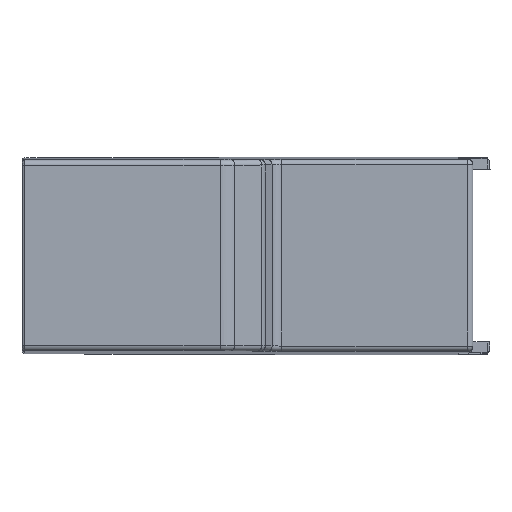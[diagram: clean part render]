
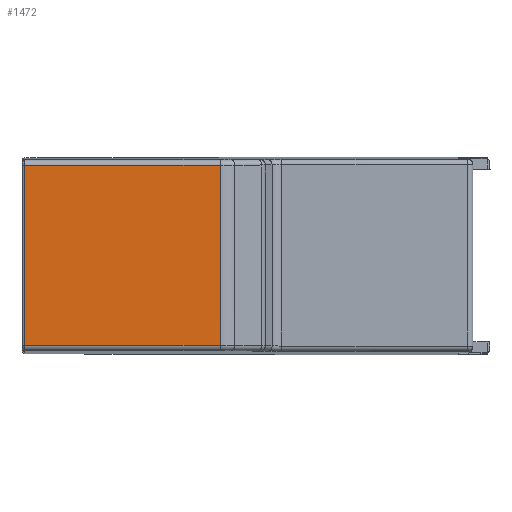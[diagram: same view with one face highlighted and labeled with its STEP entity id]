
A CAD part, top view. The second image highlights one B-rep face of the part: STEP entity #1472.
In plain terms, the highlighted planar face has unit normal (0, 0, 1).
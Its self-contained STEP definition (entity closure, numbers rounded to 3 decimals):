
#53=PLANE('',#5316);
#297=LINE('',#7125,#872);
#375=LINE('',#7471,#950);
#376=LINE('',#7472,#951);
#377=LINE('',#7473,#952);
#872=VECTOR('',#5680,1.);
#950=VECTOR('',#5892,1.);
#951=VECTOR('',#5893,1.);
#952=VECTOR('',#5894,1.);
#1472=ADVANCED_FACE('',(#1738),#53,.T.);
#1738=FACE_OUTER_BOUND('',#2002,.T.);
#2002=EDGE_LOOP('',(#2571,#2572,#2573,#2574));
#2571=ORIENTED_EDGE('',*,*,#4587,.T.);
#2572=ORIENTED_EDGE('',*,*,#4452,.T.);
#2573=ORIENTED_EDGE('',*,*,#4588,.T.);
#2574=ORIENTED_EDGE('',*,*,#4589,.T.);
#3947=VERTEX_POINT('',#7109);
#3949=VERTEX_POINT('',#7126);
#3984=VERTEX_POINT('',#7241);
#4065=VERTEX_POINT('',#7442);
#4452=EDGE_CURVE('',#3949,#3947,#297,.T.);
#4587=EDGE_CURVE('',#4065,#3949,#375,.T.);
#4588=EDGE_CURVE('',#3947,#3984,#376,.T.);
#4589=EDGE_CURVE('',#3984,#4065,#377,.T.);
#5316=AXIS2_PLACEMENT_3D('',#7474,#5895,#5896);
#5680=DIRECTION('',(0.,-1.,0.));
#5892=DIRECTION('',(-1.,0.,0.));
#5893=DIRECTION('',(1.,0.,0.));
#5894=DIRECTION('',(0.,1.,0.));
#5895=DIRECTION('',(0.,0.,1.));
#5896=DIRECTION('',(0.,-1.,0.));
#7109=CARTESIAN_POINT('',(-163.789,-33.979,48.352));
#7125=CARTESIAN_POINT('',(-163.789,-25.905,48.352));
#7126=CARTESIAN_POINT('',(-163.789,33.979,48.352));
#7241=CARTESIAN_POINT('',(-90.099,-33.979,48.352));
#7442=CARTESIAN_POINT('',(-90.099,33.979,48.352));
#7471=CARTESIAN_POINT('',(-43.838,33.979,48.352));
#7472=CARTESIAN_POINT('',(-43.838,-33.979,48.352));
#7473=CARTESIAN_POINT('',(-90.099,-25.905,48.352));
#7474=CARTESIAN_POINT('',(-43.838,-25.905,48.352));
